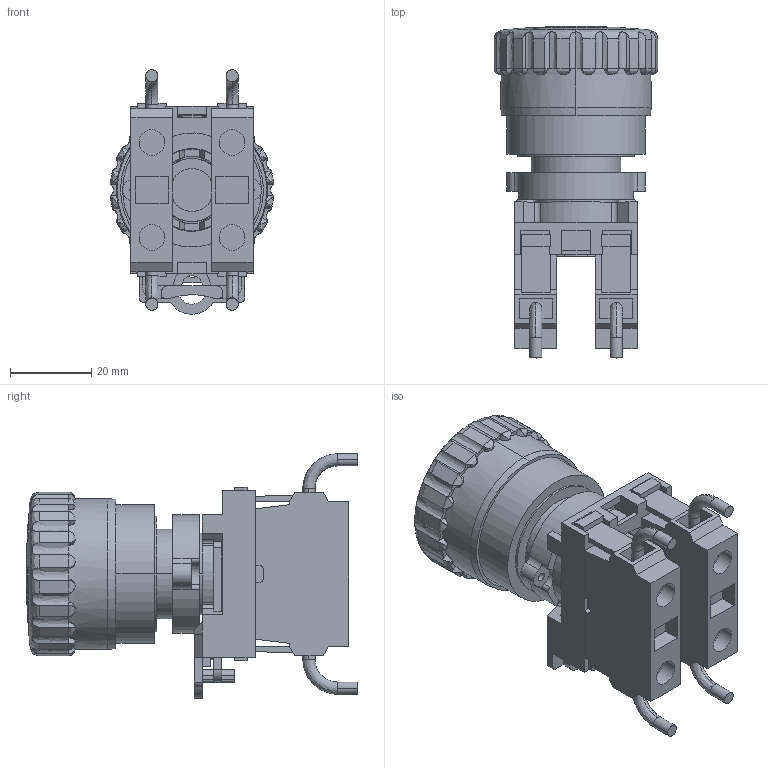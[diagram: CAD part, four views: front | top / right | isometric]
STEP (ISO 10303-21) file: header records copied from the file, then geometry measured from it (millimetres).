
FILE_DESCRIPTION(('FreeCAD Model'),'2;1');
FILE_NAME('Open CASCADE Shape Model','2025-05-02T19:41:33',('FreeCAD'),( 'FreeCAD'),'Open CASCADE STEP processor 7.6','FreeCAD','Unknown');
FILE_SCHEMA(('AUTOMOTIVE_DESIGN { 1 0 10303 214 1 1 1 1 }'));
Length unit declared in the file: millimetre
Products named in the file (1): Open CASCADE STEP translator 7.6 1
Bounding box: 40.27 x 81.79 x 60.27 mm (x, y, z)
Volume: 63986.8 mm3; surface area: 32832.1 mm2
Topology: 10 solids, 10 shells, 564 faces, 1584 edges, 1042 vertices
Faces by surface type: bspline 564
Entity records: 18716 total; most frequent: CARTESIAN_POINT 9697, ORIENTED_EDGE 3168, EDGE_CURVE 1584, B_SPLINE_CURVE_WITH_KNOTS 1106, VERTEX_POINT 1042, FACE_BOUND 600, EDGE_LOOP 600, ADVANCED_FACE 564
